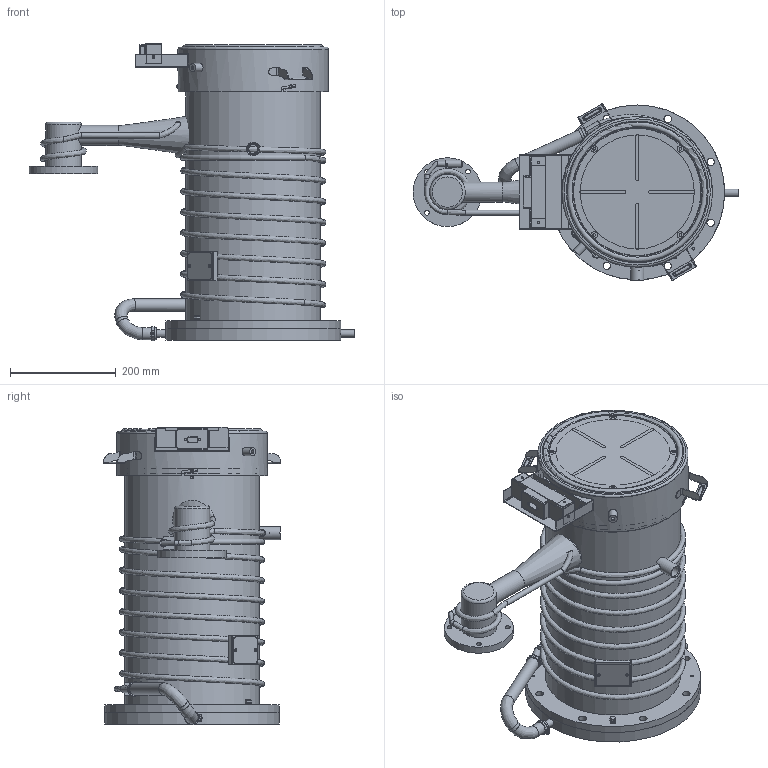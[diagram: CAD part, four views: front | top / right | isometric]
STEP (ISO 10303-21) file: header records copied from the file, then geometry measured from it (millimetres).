
FILE_DESCRIPTION(('STEP AP242'), '1');
FILE_NAME('ÍÂÄÌ-250 ãàáàðèò', '2023-09-08T05:23:56', (''), (''), 'C3D Converter', 'C3D Toolkit', '');
FILE_SCHEMA(('AP242_MANAGED_MODEL_BASED_3D_ENGINEERING_MIM_LF { 1 0 10303 442 1 1 4 }'));
Length unit declared in the file: millimetre
Bounding box: 615.17 x 334.61 x 561.69 mm (x, y, z)
Surface area: 1439758.8 mm2 (no closed solid volume)
Topology: 0 solids, 57 shells, 498 faces, 1532 edges, 1081 vertices
Faces by surface type: plane 217, cylinder 174, extrusion 32, bspline 31, sphere 16, torus 14, cone 12, revolution 2
Full cylindrical faces by diameter (mm): 3 x2, 4 x8, 4.1 x2, 4.917 x1, 5.3 x1, 5.459 x2, 5.5 x2, 6 x1, 7 x4, 8 x1, 9 x4, 10 x6, 11 x2, 12 x2, 12.5 x1, 14 x12, 16 x9, 17 x1, 18 x2, 20.376 x1, 23 x4, 25 x1, 38 x1, 63 x1, 67 x1, 68 x1, 70 x1, 130 x1, 250 x1, 255 x1
Entity records: 33022 total; most frequent: CARTESIAN_POINT 20087, DIRECTION 2556, ORIENTED_EDGE 2300, EDGE_CURVE 1386, VERTEX_POINT 1078, AXIS2_PLACEMENT_3D 992, EDGE_LOOP 789, FACE_BOUND 614
